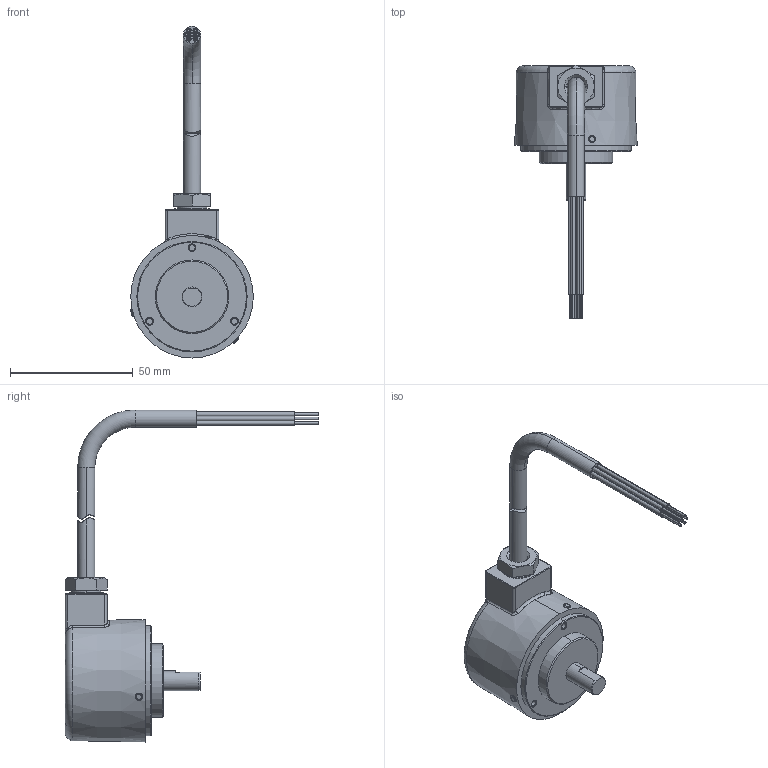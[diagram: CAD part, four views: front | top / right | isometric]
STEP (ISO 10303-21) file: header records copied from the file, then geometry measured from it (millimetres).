
FILE_DESCRIPTION (( 'STEP AP214' ), '1' );
FILE_NAME ('TRD-NA2048NWD.STEP', '2017-07-06T16:28:00', ( '' ), ( '' ), 'SwSTEP 2.0', 'SolidWorks 2016', '' );
FILE_SCHEMA (( 'AUTOMOTIVE_DESIGN' ));
Length unit declared in the file: inch
Products named in the file (1): TRD-NA2048NWD
Bounding box: 50.02 x 103.66 x 135.5 mm (x, y, z)
Volume: 80788.2 mm3; surface area: 15803.8 mm2
Topology: 2 solids, 2 shells, 169 faces, 361 edges, 230 vertices
Faces by surface type: cylinder 75, plane 45, cone 23, torus 16, bspline 10
Entity records: 7332 total; most frequent: CARTESIAN_POINT 2340, DIRECTION 794, ORIENTED_EDGE 722, EDGE_CURVE 361, AXIS2_PLACEMENT_3D 337, VERTEX_POINT 230, EDGE_LOOP 203, CIRCLE 177
